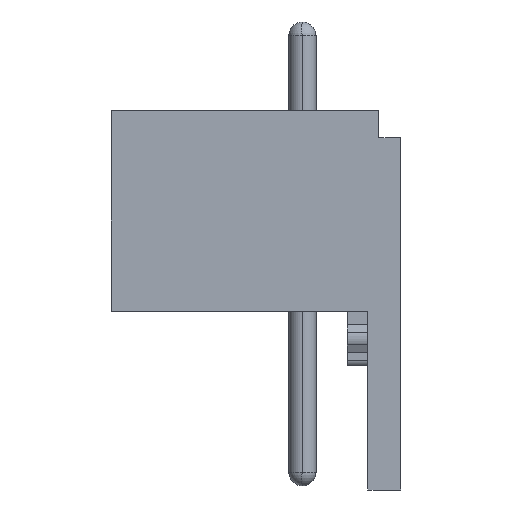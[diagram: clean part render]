
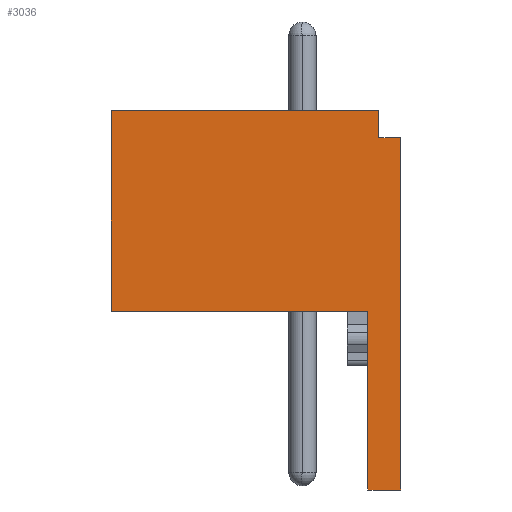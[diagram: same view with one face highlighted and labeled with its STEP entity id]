
A CAD part, front view. The second image highlights one B-rep face of the part: STEP entity #3036.
In plain terms, the highlighted planar face has unit normal (0, -1, 0).
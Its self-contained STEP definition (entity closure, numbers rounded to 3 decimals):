
#1=DIRECTION('',(1.,0.,0.));
#2=VECTOR('',#1,9.8);
#3=CARTESIAN_POINT('',(0.,0.,0.));
#4=LINE('',#3,#2);
#5=DIRECTION('',(0.,0.,-1.));
#6=VECTOR('',#5,1.);
#7=CARTESIAN_POINT('',(9.8,0.,0.));
#8=LINE('',#7,#6);
#9=DIRECTION('',(1.,0.,0.));
#10=VECTOR('',#9,0.8);
#11=CARTESIAN_POINT('',(9.8,0.,-1.));
#12=LINE('',#11,#10);
#13=DIRECTION('',(0.,0.,-1.));
#14=VECTOR('',#13,12.9);
#15=CARTESIAN_POINT('',(10.6,0.,-1.));
#16=LINE('',#15,#14);
#17=DIRECTION('',(-1.,0.,0.));
#18=VECTOR('',#17,1.2);
#19=CARTESIAN_POINT('',(10.6,0.,-13.9));
#20=LINE('',#19,#18);
#21=DIRECTION('',(0.,0.,1.));
#22=VECTOR('',#21,6.55);
#23=CARTESIAN_POINT('',(9.4,0.,-13.9));
#24=LINE('',#23,#22);
#25=DIRECTION('',(-1.,0.,0.));
#26=VECTOR('',#25,9.4);
#27=CARTESIAN_POINT('',(9.4,0.,-7.35));
#28=LINE('',#27,#26);
#29=DIRECTION('',(0.,0.,1.));
#30=VECTOR('',#29,7.35);
#31=CARTESIAN_POINT('',(0.,0.,-7.35));
#32=LINE('',#31,#30);
#2473=CARTESIAN_POINT('',(0.,0.,0.));
#2474=CARTESIAN_POINT('',(9.8,0.,0.));
#2475=VERTEX_POINT('',#2473);
#2476=VERTEX_POINT('',#2474);
#2477=CARTESIAN_POINT('',(9.8,0.,-1.));
#2478=VERTEX_POINT('',#2477);
#2479=CARTESIAN_POINT('',(10.6,0.,-1.));
#2480=VERTEX_POINT('',#2479);
#2481=CARTESIAN_POINT('',(10.6,0.,-13.9));
#2482=VERTEX_POINT('',#2481);
#2483=CARTESIAN_POINT('',(9.4,0.,-13.9));
#2484=VERTEX_POINT('',#2483);
#2485=CARTESIAN_POINT('',(9.4,0.,-7.35));
#2486=VERTEX_POINT('',#2485);
#2487=CARTESIAN_POINT('',(0.,0.,-7.35));
#2488=VERTEX_POINT('',#2487);
#3013=CARTESIAN_POINT('',(0.,0.,0.));
#3014=DIRECTION('',(0.,1.,0.));
#3015=DIRECTION('',(1.,0.,0.));
#3016=AXIS2_PLACEMENT_3D('',#3013,#3014,#3015);
#3017=PLANE('',#3016);
#3019=ORIENTED_EDGE('',*,*,#3018,.T.);
#3021=ORIENTED_EDGE('',*,*,#3020,.T.);
#3023=ORIENTED_EDGE('',*,*,#3022,.T.);
#3025=ORIENTED_EDGE('',*,*,#3024,.T.);
#3027=ORIENTED_EDGE('',*,*,#3026,.T.);
#3029=ORIENTED_EDGE('',*,*,#3028,.T.);
#3031=ORIENTED_EDGE('',*,*,#3030,.T.);
#3033=ORIENTED_EDGE('',*,*,#3032,.T.);
#3034=EDGE_LOOP('',(#3019,#3021,#3023,#3025,#3027,#3029,#3031,#3033));
#3035=FACE_OUTER_BOUND('',#3034,.F.);
#3036=ADVANCED_FACE('',(#3035),#3017,.F.);
#3018=EDGE_CURVE('',#2475,#2476,#4,.T.);
#3020=EDGE_CURVE('',#2476,#2478,#8,.T.);
#3022=EDGE_CURVE('',#2478,#2480,#12,.T.);
#3024=EDGE_CURVE('',#2480,#2482,#16,.T.);
#3026=EDGE_CURVE('',#2482,#2484,#20,.T.);
#3028=EDGE_CURVE('',#2484,#2486,#24,.T.);
#3030=EDGE_CURVE('',#2486,#2488,#28,.T.);
#3032=EDGE_CURVE('',#2488,#2475,#32,.T.);
